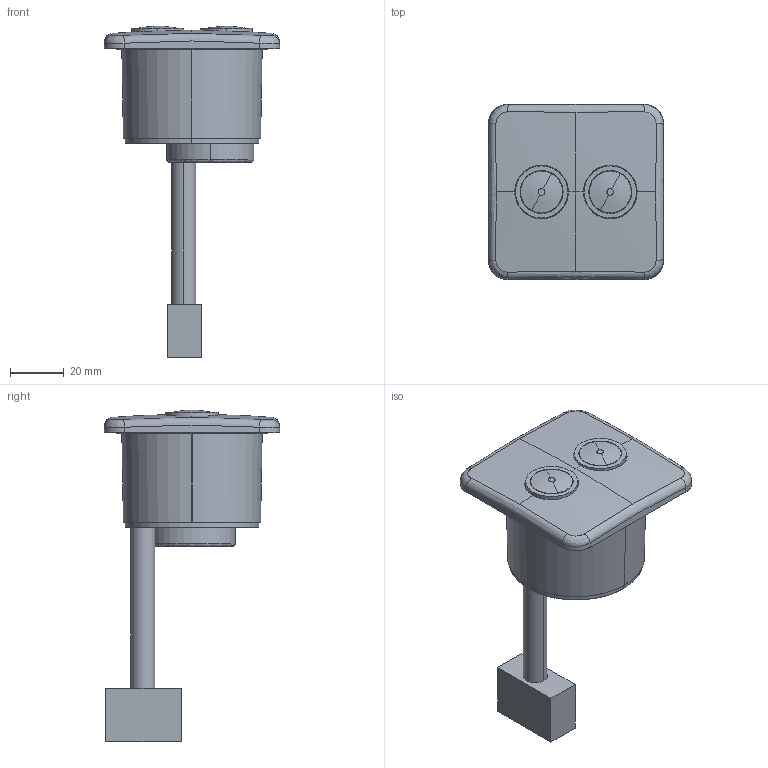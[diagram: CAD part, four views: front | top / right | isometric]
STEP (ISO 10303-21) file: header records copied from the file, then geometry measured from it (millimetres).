
FILE_DESCRIPTION(('CATIA V5 STEP Exchange'),'2;1');
FILE_NAME('2007.06.12 SIMPLE PUSH BUTTONS - MPOP8005.stp','2019-04-22T07:10:07+00:00',('none'),('none'),'CATIA Version 5 Release 21 GA (IN-10)','CATIA V5 STEP AP203','none');
FILE_SCHEMA(('CONFIG_CONTROL_DESIGN'));
Length unit declared in the file: millimetre
Products named in the file (1): Product1
Bounding box: 65.5 x 65.5 x 123.79 mm (x, y, z)
Surface area: 42649.1 mm2 (no closed solid volume)
Topology: 0 solids, 346 shells, 346 faces, 1738 edges, 1725 vertices
Faces by surface type: revolution 107, plane 106, bspline 87, cylinder 46
Entity records: 21868 total; most frequent: CARTESIAN_POINT 10418, ORIENTED_EDGE 1725, EDGE_CURVE 1725, VERTEX_POINT 1725, DIRECTION 1193, B_SPLINE_CURVE_WITH_KNOTS 1050, VECTOR 472, LINE 472
